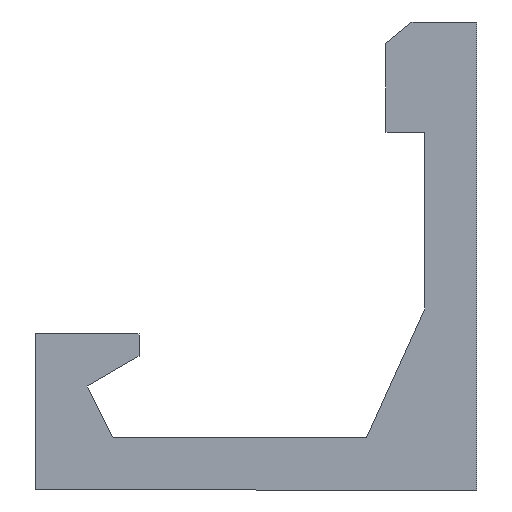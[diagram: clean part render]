
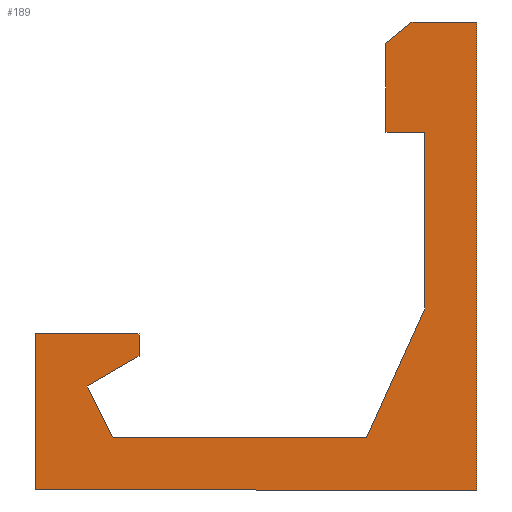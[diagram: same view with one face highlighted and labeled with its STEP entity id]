
A CAD part, left-side view. The second image highlights one B-rep face of the part: STEP entity #189.
In plain terms, the highlighted planar face has unit normal (-1, 0, 0).
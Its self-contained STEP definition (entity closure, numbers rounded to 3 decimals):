
#2 = VECTOR ( 'NONE', #408, 1000. ) ;
#3 = CARTESIAN_POINT ( 'NONE',  ( -2.25, 3.5, 16.422 ) ) ;
#20 = CARTESIAN_POINT ( 'NONE',  ( -2.25, 13., 4.4 ) ) ;
#21 = CARTESIAN_POINT ( 'NONE',  ( -2.25, 9.489, 11.466 ) ) ;
#29 = CARTESIAN_POINT ( 'NONE',  ( -2.25, 0., 1.25 ) ) ;
#30 = LINE ( 'NONE', #320, #120 ) ;
#31 = ORIENTED_EDGE ( 'NONE', *, *, #232, .F. ) ;
#60 = DIRECTION ( 'NONE',  ( 0., 1., 0. ) ) ;
#61 = CARTESIAN_POINT ( 'NONE',  ( -2.25, 2., 0. ) ) ;
#64 = AXIS2_PLACEMENT_3D ( 'NONE', #516, #155, #435 ) ;
#66 = DIRECTION ( 'NONE',  ( 0., 0., 1. ) ) ;
#73 = VECTOR ( 'NONE', #60, 1000. ) ;
#77 = ORIENTED_EDGE ( 'NONE', *, *, #298, .F. ) ;
#84 = DIRECTION ( 'NONE',  ( 0., -1., 0. ) ) ;
#86 = ORIENTED_EDGE ( 'NONE', *, *, #205, .F. ) ;
#90 = VERTEX_POINT ( 'NONE', #308 ) ;
#91 = ORIENTED_EDGE ( 'NONE', *, *, #363, .F. ) ;
#97 = LINE ( 'NONE', #468, #307 ) ;
#98 = ORIENTED_EDGE ( 'NONE', *, *, #259, .F. ) ;
#101 = CARTESIAN_POINT ( 'NONE',  ( -2.25, 2., 13. ) ) ;
#108 = CARTESIAN_POINT ( 'NONE',  ( -2.25, 5.132, 8.924 ) ) ;
#111 = VERTEX_POINT ( 'NONE', #20 ) ;
#114 = EDGE_CURVE ( 'NONE', #337, #111, #97, .T. ) ;
#120 = VECTOR ( 'NONE', #397, 1000. ) ;
#122 = CARTESIAN_POINT ( 'NONE',  ( -2.25, 3.5, 13. ) ) ;
#126 = CARTESIAN_POINT ( 'NONE',  ( -2.25, 2.5, 17.25 ) ) ;
#129 = EDGE_CURVE ( 'NONE', #90, #199, #501, .T. ) ;
#131 = VECTOR ( 'NONE', #183, 1000. ) ;
#135 = FACE_OUTER_BOUND ( 'NONE', #338, .T. ) ;
#141 = DIRECTION ( 'NONE',  ( 0., 0., -1. ) ) ;
#155 = DIRECTION ( 'NONE',  ( 1., 0., 0. ) ) ;
#162 = ORIENTED_EDGE ( 'NONE', *, *, #228, .T. ) ;
#163 = DIRECTION ( 'NONE',  ( 0., 0., 1. ) ) ;
#164 = ORIENTED_EDGE ( 'NONE', *, *, #335, .F. ) ;
#171 = DIRECTION ( 'NONE',  ( 0., -1., 0. ) ) ;
#173 = VECTOR ( 'NONE', #84, 1000. ) ;
#183 = DIRECTION ( 'NONE',  ( 0., -0.41, 0.912 ) ) ;
#187 = VERTEX_POINT ( 'NONE', #311 ) ;
#189 = ADVANCED_FACE ( 'NONE', ( #135 ), #475, .F. ) ;
#191 = VECTOR ( 'NONE', #66, 1000. ) ;
#196 = DIRECTION ( 'NONE',  ( 0., -1., 0. ) ) ;
#197 = CARTESIAN_POINT ( 'NONE',  ( -2.25, 13., 5.25 ) ) ;
#199 = VERTEX_POINT ( 'NONE', #361 ) ;
#204 = DIRECTION ( 'NONE',  ( 0., -0.447, -0.894 ) ) ;
#205 = EDGE_CURVE ( 'NONE', #418, #471, #406, .T. ) ;
#217 = LINE ( 'NONE', #61, #191 ) ;
#221 = EDGE_CURVE ( 'NONE', #325, #257, #30, .T. ) ;
#228 = EDGE_CURVE ( 'NONE', #418, #414, #290, .T. ) ;
#229 = LINE ( 'NONE', #108, #345 ) ;
#232 = EDGE_CURVE ( 'NONE', #199, #274, #217, .T. ) ;
#235 = CARTESIAN_POINT ( 'NONE',  ( -2.25, 17., 5.25 ) ) ;
#240 = VERTEX_POINT ( 'NONE', #521 ) ;
#249 = LINE ( 'NONE', #333, #173 ) ;
#257 = VERTEX_POINT ( 'NONE', #235 ) ;
#259 = EDGE_CURVE ( 'NONE', #111, #187, #229, .T. ) ;
#265 = LINE ( 'NONE', #29, #496 ) ;
#269 = DIRECTION ( 'NONE',  ( 0., 0., -1. ) ) ;
#273 = EDGE_CURVE ( 'NONE', #240, #90, #265, .T. ) ;
#274 = VERTEX_POINT ( 'NONE', #101 ) ;
#275 = DIRECTION ( 'NONE',  ( 0., 0.867, -0.498 ) ) ;
#279 = VECTOR ( 'NONE', #282, 1000. ) ;
#282 = DIRECTION ( 'NONE',  ( 0., -1., 0. ) ) ;
#290 = LINE ( 'NONE', #513, #73 ) ;
#291 = VECTOR ( 'NONE', #269, 1000. ) ;
#294 = VECTOR ( 'NONE', #171, 1000. ) ;
#295 = ORIENTED_EDGE ( 'NONE', *, *, #405, .T. ) ;
#298 = EDGE_CURVE ( 'NONE', #400, #414, #385, .T. ) ;
#307 = VECTOR ( 'NONE', #141, 1000. ) ;
#308 = CARTESIAN_POINT ( 'NONE',  ( -2.25, 4.25, 1.25 ) ) ;
#309 = ORIENTED_EDGE ( 'NONE', *, *, #114, .F. ) ;
#311 = CARTESIAN_POINT ( 'NONE',  ( -2.25, 15., 3.25 ) ) ;
#318 = CARTESIAN_POINT ( 'NONE',  ( -2.25, 0., 0. ) ) ;
#320 = CARTESIAN_POINT ( 'NONE',  ( -2.25, 17., 0. ) ) ;
#324 = ORIENTED_EDGE ( 'NONE', *, *, #129, .F. ) ;
#325 = VERTEX_POINT ( 'NONE', #530 ) ;
#333 = CARTESIAN_POINT ( 'NONE',  ( -2.25, 0., 13. ) ) ;
#335 = EDGE_CURVE ( 'NONE', #380, #400, #420, .T. ) ;
#337 = VERTEX_POINT ( 'NONE', #197 ) ;
#338 = EDGE_LOOP ( 'NONE', ( #164, #401, #31, #324, #373, #91, #98, #309, #409, #407, #295, #86, #162, #77 ) ) ;
#343 = EDGE_CURVE ( 'NONE', #257, #337, #500, .T. ) ;
#345 = VECTOR ( 'NONE', #275, 1000. ) ;
#361 = CARTESIAN_POINT ( 'NONE',  ( -2.25, 2., 6.25 ) ) ;
#363 = EDGE_CURVE ( 'NONE', #187, #240, #412, .T. ) ;
#373 = ORIENTED_EDGE ( 'NONE', *, *, #273, .F. ) ;
#377 = CARTESIAN_POINT ( 'NONE',  ( -2.25, 0., -0.75 ) ) ;
#380 = VERTEX_POINT ( 'NONE', #122 ) ;
#385 = LINE ( 'NONE', #21, #2 ) ;
#397 = DIRECTION ( 'NONE',  ( 0., 0., 1. ) ) ;
#398 = VECTOR ( 'NONE', #204, 1000. ) ;
#400 = VERTEX_POINT ( 'NONE', #3 ) ;
#401 = ORIENTED_EDGE ( 'NONE', *, *, #474, .T. ) ;
#404 = CARTESIAN_POINT ( 'NONE',  ( -2.25, 3.5, 0. ) ) ;
#405 = EDGE_CURVE ( 'NONE', #325, #471, #491, .T. ) ;
#406 = LINE ( 'NONE', #318, #291 ) ;
#407 = ORIENTED_EDGE ( 'NONE', *, *, #221, .F. ) ;
#408 = DIRECTION ( 'NONE',  ( 0., -0.77, 0.638 ) ) ;
#409 = ORIENTED_EDGE ( 'NONE', *, *, #343, .F. ) ;
#412 = LINE ( 'NONE', #446, #398 ) ;
#414 = VERTEX_POINT ( 'NONE', #126 ) ;
#418 = VERTEX_POINT ( 'NONE', #452 ) ;
#420 = LINE ( 'NONE', #404, #444 ) ;
#435 = DIRECTION ( 'NONE',  ( 0., 0., -1. ) ) ;
#441 = CARTESIAN_POINT ( 'NONE',  ( -2.25, 0., 5.25 ) ) ;
#444 = VECTOR ( 'NONE', #163, 1000. ) ;
#446 = CARTESIAN_POINT ( 'NONE',  ( -2.25, 10.7, -5.35 ) ) ;
#452 = CARTESIAN_POINT ( 'NONE',  ( -2.25, 0., 17.25 ) ) ;
#468 = CARTESIAN_POINT ( 'NONE',  ( -2.25, 13., 0. ) ) ;
#471 = VERTEX_POINT ( 'NONE', #377 ) ;
#474 = EDGE_CURVE ( 'NONE', #380, #274, #249, .T. ) ;
#475 = PLANE ( 'NONE',  #64 ) ;
#491 = LINE ( 'NONE', #532, #294 ) ;
#496 = VECTOR ( 'NONE', #196, 1000. ) ;
#500 = LINE ( 'NONE', #441, #279 ) ;
#501 = LINE ( 'NONE', #505, #131 ) ;
#505 = CARTESIAN_POINT ( 'NONE',  ( -2.25, 4.002, 1.801 ) ) ;
#513 = CARTESIAN_POINT ( 'NONE',  ( -2.25, 0., 17.25 ) ) ;
#516 = CARTESIAN_POINT ( 'NONE',  ( -2.25, 0., 0. ) ) ;
#521 = CARTESIAN_POINT ( 'NONE',  ( -2.25, 14., 1.25 ) ) ;
#530 = CARTESIAN_POINT ( 'NONE',  ( -2.25, 17., -0.75 ) ) ;
#532 = CARTESIAN_POINT ( 'NONE',  ( -2.25, 0., -0.75 ) ) ;
